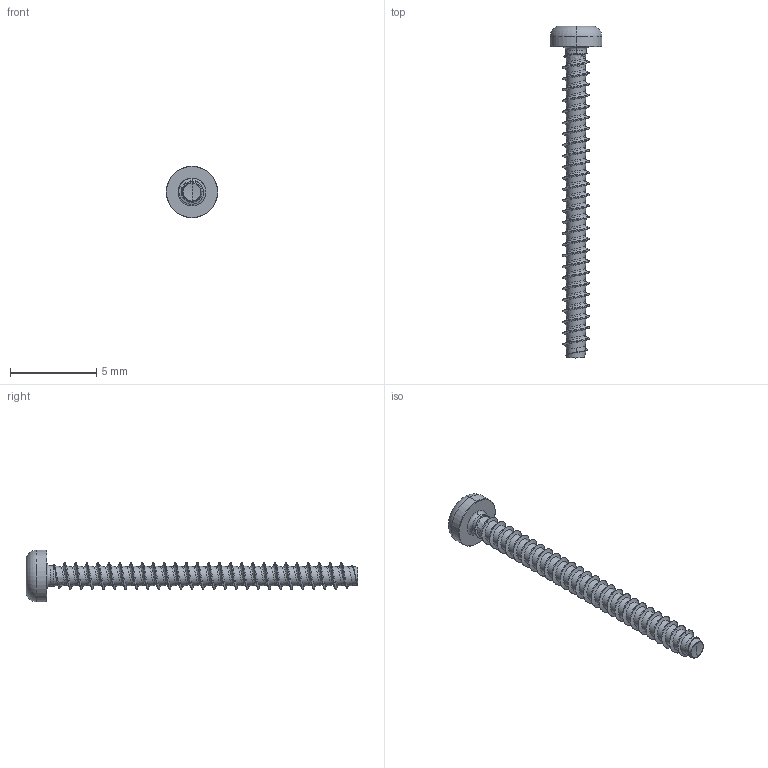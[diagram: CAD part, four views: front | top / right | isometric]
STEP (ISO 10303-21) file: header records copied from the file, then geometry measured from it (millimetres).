
FILE_DESCRIPTION (( 'STEP AP203' ), '1' );
FILE_NAME ('STP390160180.STEP', '2017-08-15T19:01:45', ( '' ), ( '' ), 'SwSTEP 2.0', 'SolidWorks 2015', '' );
FILE_SCHEMA (( 'CONFIG_CONTROL_DESIGN' ));
Products named in the file (1): STP390160180
Bounding box: 3 x 19.2 x 3 mm (x, y, z)
Volume: 26.4 mm3; surface area: 130.1 mm2
Topology: 1 solids, 1 shells, 134 faces, 351 edges, 219 vertices
Faces by surface type: cylinder 79, bspline 35, cone 8, torus 6, sphere 4, plane 2
Entity records: 33031 total; most frequent: CARTESIAN_POINT 30213, ORIENTED_EDGE 698, DIRECTION 411, EDGE_CURVE 349, VERTEX_POINT 219, AXIS2_PLACEMENT_3D 160, B_SPLINE_CURVE_WITH_KNOTS 143, EDGE_LOOP 136
